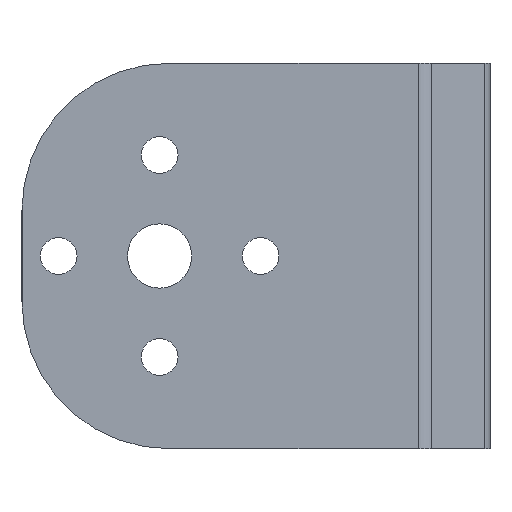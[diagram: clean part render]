
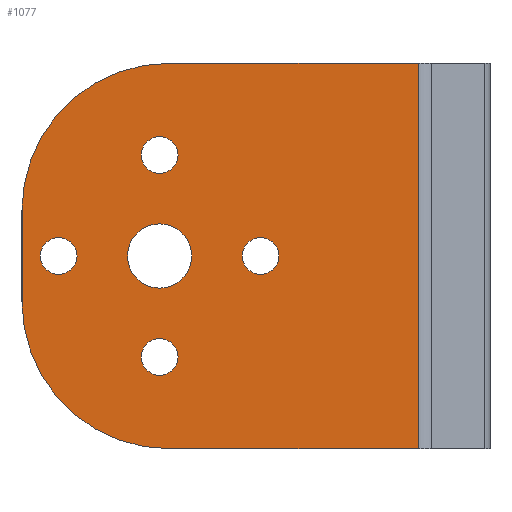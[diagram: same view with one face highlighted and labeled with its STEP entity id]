
A CAD part, front view. The second image highlights one B-rep face of the part: STEP entity #1077.
In plain terms, the highlighted planar face has unit normal (0, -1, 0).
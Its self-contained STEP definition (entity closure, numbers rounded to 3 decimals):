
#9 = EDGE_CURVE ( 'NONE', #587, #73, #588, .T. ) ;
#13 = LINE ( 'NONE', #800, #1947 ) ;
#38 = CIRCLE ( 'NONE', #138, 1. ) ;
#59 = VERTEX_POINT ( 'NONE', #1048 ) ;
#73 = VERTEX_POINT ( 'NONE', #1371 ) ;
#79 = AXIS2_PLACEMENT_3D ( 'NONE', #1697, #732, #1216 ) ;
#87 = DIRECTION ( 'NONE',  ( -1., 0., 0. ) ) ;
#138 = AXIS2_PLACEMENT_3D ( 'NONE', #1981, #1221, #1668 ) ;
#141 = CIRCLE ( 'NONE', #1294, 1. ) ;
#166 = CARTESIAN_POINT ( 'NONE',  ( -3.5, -19., 0. ) ) ;
#176 = AXIS2_PLACEMENT_3D ( 'NONE', #1197, #1805, #1797 ) ;
#189 = DIRECTION ( 'NONE',  ( 0., 0., 1. ) ) ;
#196 = EDGE_CURVE ( 'NONE', #1269, #1052, #952, .T. ) ;
#238 = CARTESIAN_POINT ( 'NONE',  ( -17.5, -19., 8. ) ) ;
#251 = AXIS2_PLACEMENT_3D ( 'NONE', #238, #1307, #845 ) ;
#301 = CARTESIAN_POINT ( 'NONE',  ( -18., -19., 10.5 ) ) ;
#304 = DIRECTION ( 'NONE',  ( -1., 0., 0. ) ) ;
#353 = CARTESIAN_POINT ( 'NONE',  ( -25.5, -19., 8. ) ) ;
#361 = FACE_BOUND ( 'NONE', #1168, .T. ) ;
#367 = CARTESIAN_POINT ( 'NONE',  ( -19., -19., 16. ) ) ;
#368 = AXIS2_PLACEMENT_3D ( 'NONE', #1209, #875, #87 ) ;
#396 = FACE_BOUND ( 'NONE', #1005, .T. ) ;
#401 = VERTEX_POINT ( 'NONE', #1029 ) ;
#431 = CARTESIAN_POINT ( 'NONE',  ( -18., -19., 5. ) ) ;
#441 = DIRECTION ( 'NONE',  ( 0., 1., 0. ) ) ;
#452 = DIRECTION ( 'NONE',  ( 0., 1., 0. ) ) ;
#455 = ORIENTED_EDGE ( 'NONE', *, *, #759, .F. ) ;
#459 = CIRCLE ( 'NONE', #1606, 1. ) ;
#463 = EDGE_CURVE ( 'NONE', #874, #401, #38, .T. ) ;
#477 = EDGE_CURVE ( 'NONE', #59, #716, #1544, .T. ) ;
#479 = CARTESIAN_POINT ( 'NONE',  ( -3.914, -19., 0. ) ) ;
#512 = CARTESIAN_POINT ( 'NONE',  ( -25.5, -19., 13. ) ) ;
#542 = FACE_BOUND ( 'NONE', #1622, .T. ) ;
#582 = EDGE_CURVE ( 'NONE', #716, #59, #1414, .T. ) ;
#587 = VERTEX_POINT ( 'NONE', #944 ) ;
#588 = CIRCLE ( 'NONE', #1869, 1.75 ) ;
#607 = EDGE_LOOP ( 'NONE', ( #723, #1356, #690, #1362, #455, #2009 ) ) ;
#628 = VERTEX_POINT ( 'NONE', #1322 ) ;
#661 = CIRCLE ( 'NONE', #251, 8. ) ;
#665 = ORIENTED_EDGE ( 'NONE', *, *, #839, .T. ) ;
#690 = ORIENTED_EDGE ( 'NONE', *, *, #881, .T. ) ;
#716 = VERTEX_POINT ( 'NONE', #1791 ) ;
#720 = AXIS2_PLACEMENT_3D ( 'NONE', #431, #441, #1534 ) ;
#723 = ORIENTED_EDGE ( 'NONE', *, *, #1987, .T. ) ;
#729 = VECTOR ( 'NONE', #189, 1000. ) ;
#732 = DIRECTION ( 'NONE',  ( 0., 1., 0. ) ) ;
#735 = DIRECTION ( 'NONE',  ( 1., 0., 0. ) ) ;
#737 = ORIENTED_EDGE ( 'NONE', *, *, #477, .T. ) ;
#743 = CARTESIAN_POINT ( 'NONE',  ( -13.5, -19., 10.5 ) ) ;
#753 = DIRECTION ( 'NONE',  ( 0., 1., 0. ) ) ;
#759 = EDGE_CURVE ( 'NONE', #1269, #1921, #877, .T. ) ;
#762 = ORIENTED_EDGE ( 'NONE', *, *, #9, .T. ) ;
#768 = CARTESIAN_POINT ( 'NONE',  ( -17.5, -19., 13. ) ) ;
#780 = VECTOR ( 'NONE', #735, 1000. ) ;
#781 = VERTEX_POINT ( 'NONE', #1497 ) ;
#800 = CARTESIAN_POINT ( 'NONE',  ( -25.5, -19., 21. ) ) ;
#817 = VECTOR ( 'NONE', #1850, 1000. ) ;
#836 = CARTESIAN_POINT ( 'NONE',  ( -24.5, -19., 10.5 ) ) ;
#839 = EDGE_CURVE ( 'NONE', #781, #1950, #459, .T. ) ;
#845 = DIRECTION ( 'NONE',  ( -1., 0., 0. ) ) ;
#863 = AXIS2_PLACEMENT_3D ( 'NONE', #1251, #452, #918 ) ;
#874 = VERTEX_POINT ( 'NONE', #743 ) ;
#875 = DIRECTION ( 'NONE',  ( 0., 1., 0. ) ) ;
#877 = LINE ( 'NONE', #1642, #780 ) ;
#879 = ORIENTED_EDGE ( 'NONE', *, *, #1589, .T. ) ;
#881 = EDGE_CURVE ( 'NONE', #1822, #1290, #1231, .T. ) ;
#896 = CIRCLE ( 'NONE', #863, 1.75 ) ;
#918 = DIRECTION ( 'NONE',  ( -1., 0., 0. ) ) ;
#935 = DIRECTION ( 'NONE',  ( 0., 1., 0. ) ) ;
#944 = CARTESIAN_POINT ( 'NONE',  ( -19.75, -19., 10.5 ) ) ;
#952 = CIRCLE ( 'NONE', #1486, 8. ) ;
#962 = LINE ( 'NONE', #1583, #729 ) ;
#1005 = EDGE_LOOP ( 'NONE', ( #762, #1649 ) ) ;
#1029 = CARTESIAN_POINT ( 'NONE',  ( -11.5, -19., 10.5 ) ) ;
#1034 = PLANE ( 'NONE',  #368 ) ;
#1048 = CARTESIAN_POINT ( 'NONE',  ( -19., -19., 5. ) ) ;
#1052 = VERTEX_POINT ( 'NONE', #512 ) ;
#1063 = CIRCLE ( 'NONE', #79, 1. ) ;
#1066 = VERTEX_POINT ( 'NONE', #353 ) ;
#1069 = DIRECTION ( 'NONE',  ( 0., 1., 0. ) ) ;
#1077 = ADVANCED_FACE ( 'NONE', ( #361, #1825, #396, #542, #1496, #1963 ), #1034, .F. ) ;
#1087 = CIRCLE ( 'NONE', #1454, 1. ) ;
#1092 = CARTESIAN_POINT ( 'NONE',  ( -18., -19., 16. ) ) ;
#1095 = ORIENTED_EDGE ( 'NONE', *, *, #582, .T. ) ;
#1100 = DIRECTION ( 'NONE',  ( -1., 0., 0. ) ) ;
#1121 = DIRECTION ( 'NONE',  ( 0., -1., 0. ) ) ;
#1142 = DIRECTION ( 'NONE',  ( 0., 0., -1. ) ) ;
#1168 = EDGE_LOOP ( 'NONE', ( #737, #1095 ) ) ;
#1197 = CARTESIAN_POINT ( 'NONE',  ( -23.5, -19., 10.5 ) ) ;
#1209 = CARTESIAN_POINT ( 'NONE',  ( -3.5, -19., 21. ) ) ;
#1212 = EDGE_CURVE ( 'NONE', #73, #587, #896, .T. ) ;
#1216 = DIRECTION ( 'NONE',  ( -1., 0., 0. ) ) ;
#1221 = DIRECTION ( 'NONE',  ( 0., 1., 0. ) ) ;
#1231 = LINE ( 'NONE', #166, #817 ) ;
#1246 = EDGE_CURVE ( 'NONE', #1950, #781, #141, .T. ) ;
#1251 = CARTESIAN_POINT ( 'NONE',  ( -18., -19., 10.5 ) ) ;
#1255 = CARTESIAN_POINT ( 'NONE',  ( -18., -19., 16. ) ) ;
#1269 = VERTEX_POINT ( 'NONE', #1546 ) ;
#1290 = VERTEX_POINT ( 'NONE', #479 ) ;
#1294 = AXIS2_PLACEMENT_3D ( 'NONE', #1092, #1069, #2022 ) ;
#1307 = DIRECTION ( 'NONE',  ( 0., -1., 0. ) ) ;
#1316 = ORIENTED_EDGE ( 'NONE', *, *, #1434, .T. ) ;
#1322 = CARTESIAN_POINT ( 'NONE',  ( -22.5, -19., 10.5 ) ) ;
#1356 = ORIENTED_EDGE ( 'NONE', *, *, #1808, .T. ) ;
#1362 = ORIENTED_EDGE ( 'NONE', *, *, #1994, .T. ) ;
#1371 = CARTESIAN_POINT ( 'NONE',  ( -16.25, -19., 10.5 ) ) ;
#1387 = DIRECTION ( 'NONE',  ( 0., 1., 0. ) ) ;
#1414 = CIRCLE ( 'NONE', #1516, 1. ) ;
#1434 = EDGE_CURVE ( 'NONE', #628, #1794, #1677, .T. ) ;
#1439 = ORIENTED_EDGE ( 'NONE', *, *, #1246, .T. ) ;
#1454 = AXIS2_PLACEMENT_3D ( 'NONE', #1854, #1387, #1553 ) ;
#1478 = CARTESIAN_POINT ( 'NONE',  ( -17.5, -19., 0. ) ) ;
#1486 = AXIS2_PLACEMENT_3D ( 'NONE', #768, #1121, #1100 ) ;
#1496 = FACE_BOUND ( 'NONE', #1942, .T. ) ;
#1497 = CARTESIAN_POINT ( 'NONE',  ( -17., -19., 16. ) ) ;
#1516 = AXIS2_PLACEMENT_3D ( 'NONE', #1767, #935, #1560 ) ;
#1523 = DIRECTION ( 'NONE',  ( 0., 1., 0. ) ) ;
#1534 = DIRECTION ( 'NONE',  ( -1., 0., 0. ) ) ;
#1544 = CIRCLE ( 'NONE', #720, 1. ) ;
#1546 = CARTESIAN_POINT ( 'NONE',  ( -17.5, -19., 21. ) ) ;
#1553 = DIRECTION ( 'NONE',  ( -1., 0., 0. ) ) ;
#1560 = DIRECTION ( 'NONE',  ( -1., 0., 0. ) ) ;
#1562 = EDGE_CURVE ( 'NONE', #401, #874, #1063, .T. ) ;
#1583 = CARTESIAN_POINT ( 'NONE',  ( -3.914, -19., 21. ) ) ;
#1589 = EDGE_CURVE ( 'NONE', #1794, #628, #1087, .T. ) ;
#1606 = AXIS2_PLACEMENT_3D ( 'NONE', #1255, #753, #304 ) ;
#1622 = EDGE_LOOP ( 'NONE', ( #1439, #665 ) ) ;
#1642 = CARTESIAN_POINT ( 'NONE',  ( -3.5, -19., 21. ) ) ;
#1649 = ORIENTED_EDGE ( 'NONE', *, *, #1212, .T. ) ;
#1668 = DIRECTION ( 'NONE',  ( -1., 0., 0. ) ) ;
#1677 = CIRCLE ( 'NONE', #176, 1. ) ;
#1697 = CARTESIAN_POINT ( 'NONE',  ( -12.5, -19., 10.5 ) ) ;
#1714 = ORIENTED_EDGE ( 'NONE', *, *, #463, .T. ) ;
#1767 = CARTESIAN_POINT ( 'NONE',  ( -18., -19., 5. ) ) ;
#1785 = CARTESIAN_POINT ( 'NONE',  ( -3.914, -19., 21. ) ) ;
#1791 = CARTESIAN_POINT ( 'NONE',  ( -17., -19., 5. ) ) ;
#1794 = VERTEX_POINT ( 'NONE', #836 ) ;
#1797 = DIRECTION ( 'NONE',  ( -1., 0., 0. ) ) ;
#1805 = DIRECTION ( 'NONE',  ( 0., 1., 0. ) ) ;
#1808 = EDGE_CURVE ( 'NONE', #1066, #1822, #661, .T. ) ;
#1817 = ORIENTED_EDGE ( 'NONE', *, *, #1562, .T. ) ;
#1822 = VERTEX_POINT ( 'NONE', #1478 ) ;
#1824 = DIRECTION ( 'NONE',  ( -1., 0., 0. ) ) ;
#1825 = FACE_BOUND ( 'NONE', #1967, .T. ) ;
#1850 = DIRECTION ( 'NONE',  ( 1., 0., 0. ) ) ;
#1854 = CARTESIAN_POINT ( 'NONE',  ( -23.5, -19., 10.5 ) ) ;
#1869 = AXIS2_PLACEMENT_3D ( 'NONE', #301, #1523, #1824 ) ;
#1921 = VERTEX_POINT ( 'NONE', #1785 ) ;
#1942 = EDGE_LOOP ( 'NONE', ( #1714, #1817 ) ) ;
#1947 = VECTOR ( 'NONE', #1142, 1000. ) ;
#1950 = VERTEX_POINT ( 'NONE', #367 ) ;
#1963 = FACE_OUTER_BOUND ( 'NONE', #607, .T. ) ;
#1967 = EDGE_LOOP ( 'NONE', ( #879, #1316 ) ) ;
#1981 = CARTESIAN_POINT ( 'NONE',  ( -12.5, -19., 10.5 ) ) ;
#1987 = EDGE_CURVE ( 'NONE', #1052, #1066, #13, .T. ) ;
#1994 = EDGE_CURVE ( 'NONE', #1290, #1921, #962, .T. ) ;
#2009 = ORIENTED_EDGE ( 'NONE', *, *, #196, .T. ) ;
#2022 = DIRECTION ( 'NONE',  ( -1., 0., 0. ) ) ;
